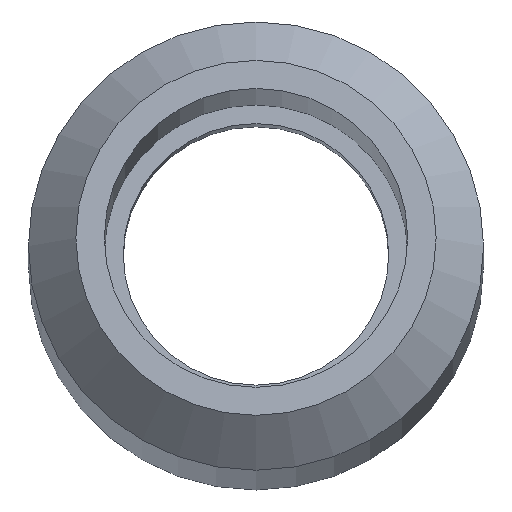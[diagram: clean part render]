
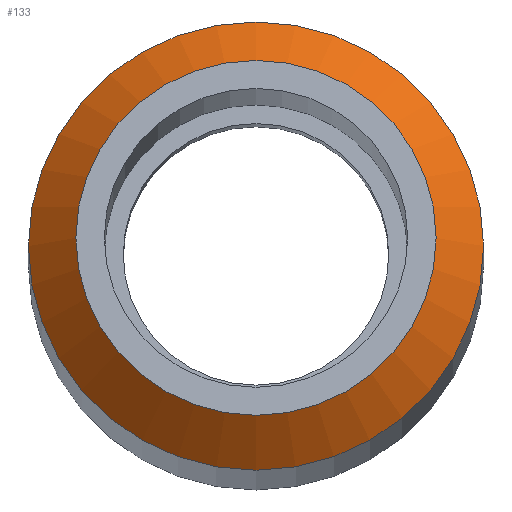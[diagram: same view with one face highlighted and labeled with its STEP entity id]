
A CAD part, front view. The second image highlights one B-rep face of the part: STEP entity #133.
In plain terms, the highlighted conical face has half-angle 45 degrees and reference radius 10.75 mm.
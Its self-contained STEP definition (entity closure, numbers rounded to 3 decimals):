
#27=FACE_OUTER_BOUND('',#37,.T.);
#37=EDGE_LOOP('',(#99,#100,#101,#102));
#51=LINE('',#230,#57);
#57=VECTOR('',#183,10.75);
#63=CIRCLE('',#158,9.5);
#64=CIRCLE('',#159,12.);
#73=VERTEX_POINT('',#227);
#74=VERTEX_POINT('',#229);
#83=EDGE_CURVE('',#73,#73,#63,.T.);
#84=EDGE_CURVE('',#73,#74,#51,.T.);
#85=EDGE_CURVE('',#74,#74,#64,.T.);
#99=ORIENTED_EDGE('',*,*,#83,.T.);
#100=ORIENTED_EDGE('',*,*,#84,.T.);
#101=ORIENTED_EDGE('',*,*,#85,.T.);
#102=ORIENTED_EDGE('',*,*,#84,.F.);
#131=CONICAL_SURFACE('',#157,10.75,0.785);
#133=ADVANCED_FACE('',(#27),#131,.T.);
#157=AXIS2_PLACEMENT_3D('',#226,#179,#180);
#158=AXIS2_PLACEMENT_3D('',#228,#181,#182);
#159=AXIS2_PLACEMENT_3D('',#231,#184,#185);
#179=DIRECTION('center_axis',(0.,0.985,-0.174));
#180=DIRECTION('ref_axis',(-1.,0.,0.));
#181=DIRECTION('center_axis',(0.,0.985,-0.174));
#182=DIRECTION('ref_axis',(-1.,0.,0.));
#183=DIRECTION('',(0.707,0.696,-0.123));
#184=DIRECTION('center_axis',(0.,-0.985,0.174));
#185=DIRECTION('ref_axis',(-1.,0.,0.));
#226=CARTESIAN_POINT('Origin',(-12.875,-4.185,0.738));
#227=CARTESIAN_POINT('',(-3.375,-5.416,0.955));
#228=CARTESIAN_POINT('Origin',(-12.875,-5.416,0.955));
#229=CARTESIAN_POINT('',(-0.875,-2.954,0.521));
#230=CARTESIAN_POINT('',(-2.125,-4.185,0.738));
#231=CARTESIAN_POINT('Origin',(-12.875,-2.954,0.521));
